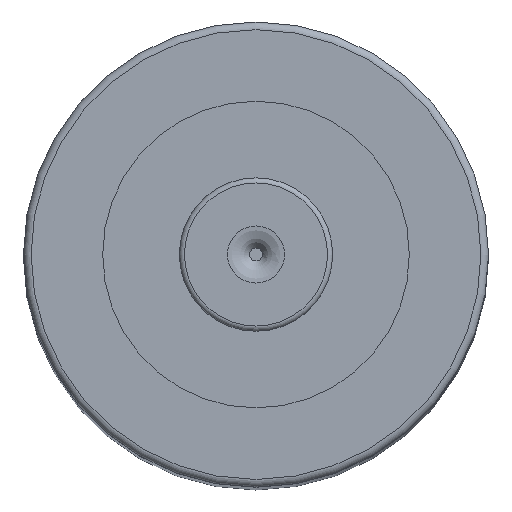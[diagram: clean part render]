
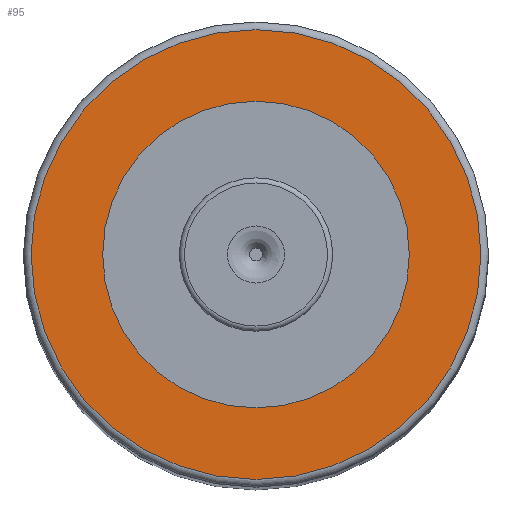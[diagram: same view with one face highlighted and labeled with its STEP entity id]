
A CAD part, top view. The second image highlights one B-rep face of the part: STEP entity #95.
In plain terms, the highlighted planar face has unit normal (0, 0, 1).
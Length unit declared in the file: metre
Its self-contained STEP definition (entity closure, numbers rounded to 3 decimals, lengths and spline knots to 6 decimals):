
#95 = ADVANCED_FACE( '', ( #211, #212 ), #213, .T. );
#211 = FACE_BOUND( '', #355, .T. );
#212 = FACE_OUTER_BOUND( '', #356, .T. );
#213 = PLANE( '', #357 );
#355 = EDGE_LOOP( '', ( #502 ) );
#356 = EDGE_LOOP( '', ( #503 ) );
#357 = AXIS2_PLACEMENT_3D( '', #504, #505, #506 );
#502 = ORIENTED_EDGE( '', *, *, #647, .F. );
#503 = ORIENTED_EDGE( '', *, *, #648, .T. );
#504 = CARTESIAN_POINT( '', ( 0., 0., 0.065 ) );
#505 = DIRECTION( '', ( 0., 0., 1. ) );
#506 = DIRECTION( '', ( 1., 0., 0. ) );
#647 = EDGE_CURVE( '', #726, #726, #727, .T. );
#648 = EDGE_CURVE( '', #728, #728, #729, .T. );
#726 = VERTEX_POINT( '', #816 );
#727 = CIRCLE( '', #817, 0.006 );
#728 = VERTEX_POINT( '', #818 );
#729 = CIRCLE( '', #819, 0.0088 );
#816 = CARTESIAN_POINT( '', ( 0.006, 0., 0.065 ) );
#817 = AXIS2_PLACEMENT_3D( '', #911, #912, #913 );
#818 = CARTESIAN_POINT( '', ( 0.0088, 0., 0.065 ) );
#819 = AXIS2_PLACEMENT_3D( '', #914, #915, #916 );
#911 = CARTESIAN_POINT( '', ( 0., 0., 0.065 ) );
#912 = DIRECTION( '', ( 0., 0., 1. ) );
#913 = DIRECTION( '', ( 1., 0., 0. ) );
#914 = CARTESIAN_POINT( '', ( 0., 0., 0.065 ) );
#915 = DIRECTION( '', ( 0., 0., 1. ) );
#916 = DIRECTION( '', ( 1., 0., 0. ) );
